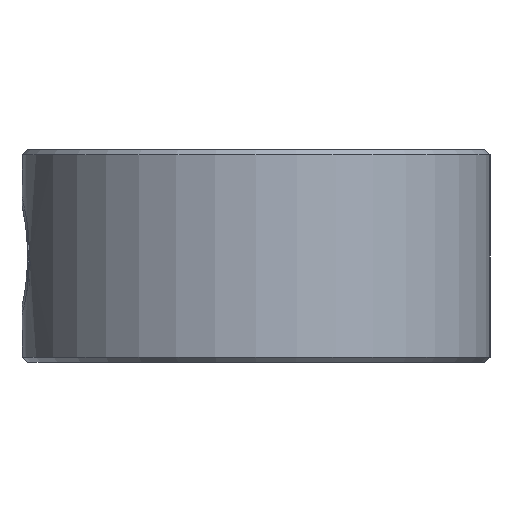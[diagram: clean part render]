
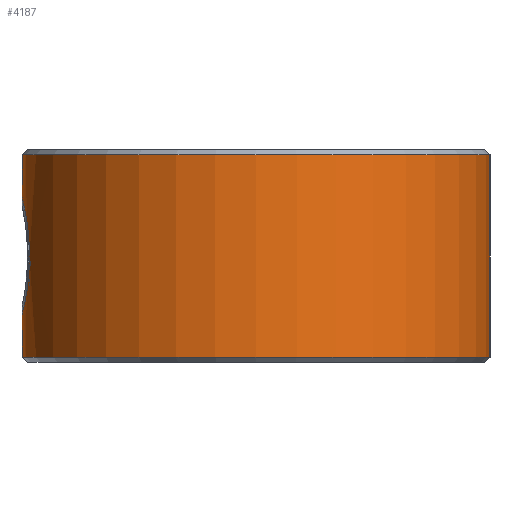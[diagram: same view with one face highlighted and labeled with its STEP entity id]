
A CAD part, left-side view. The second image highlights one B-rep face of the part: STEP entity #4187.
In plain terms, the highlighted cylindrical face has radius 11 mm (diameter 22 mm), a full revolution.
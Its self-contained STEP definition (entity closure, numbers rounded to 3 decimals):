
#450=FACE_BOUND('',#1094,.T.);
#515=CIRCLE('',#4680,11.);
#516=CIRCLE('',#4681,11.);
#641=CYLINDRICAL_SURFACE('',#4679,11.);
#787=FACE_OUTER_BOUND('',#1093,.T.);
#1093=EDGE_LOOP('',(#3149,#3150,#3151,#3152));
#1094=EDGE_LOOP('',(#3153));
#1330=B_SPLINE_CURVE_WITH_KNOTS('',3,(#7446,#7447,#7448,#7449,#7450,#7451,
#7452,#7453,#7454,#7455,#7456,#7457,#7458,#7459,#7460,#7461,#7462,#7463),
 .UNSPECIFIED.,.T.,.F.,(4,1,1,1,1,1,1,1,1,1,1,1,1,1,1,4),(-1.523,
-1.414,-1.306,-1.197,-1.088,
-0.979,-0.925,-0.87,-0.725,
-0.653,-0.508,-0.435,-0.326,
-0.218,-0.109,0.),.UNSPECIFIED.);
#1492=LINE('',#7505,#1720);
#1720=VECTOR('',#5320,4.);
#1967=VERTEX_POINT('',#7425);
#1970=VERTEX_POINT('',#7502);
#1971=VERTEX_POINT('',#7504);
#2394=EDGE_CURVE('',#1967,#1967,#1330,.T.);
#2397=EDGE_CURVE('',#1970,#1970,#515,.T.);
#2398=EDGE_CURVE('',#1970,#1971,#1492,.T.);
#2399=EDGE_CURVE('',#1971,#1971,#516,.T.);
#3149=ORIENTED_EDGE('',*,*,#2397,.F.);
#3150=ORIENTED_EDGE('',*,*,#2398,.T.);
#3151=ORIENTED_EDGE('',*,*,#2399,.F.);
#3152=ORIENTED_EDGE('',*,*,#2398,.F.);
#3153=ORIENTED_EDGE('',*,*,#2394,.F.);
#4187=ADVANCED_FACE('',(#787,#450),#641,.T.);
#4679=AXIS2_PLACEMENT_3D('',#7501,#5316,#5317);
#4680=AXIS2_PLACEMENT_3D('',#7503,#5318,#5319);
#4681=AXIS2_PLACEMENT_3D('',#7506,#5321,#5322);
#5316=DIRECTION('center_axis',(0.,1.,0.));
#5317=DIRECTION('ref_axis',(1.,0.,0.));
#5318=DIRECTION('center_axis',(0.,1.,0.));
#5319=DIRECTION('ref_axis',(1.,0.,0.));
#5320=DIRECTION('',(0.,-1.,0.));
#5321=DIRECTION('center_axis',(0.,-1.,0.));
#5322=DIRECTION('ref_axis',(1.,0.,0.));
#7425=CARTESIAN_POINT('',(-2.76,5.,-10.648));
#7446=CARTESIAN_POINT('Ctrl Pts',(-2.76,5.,-10.648));
#7447=CARTESIAN_POINT('Ctrl Pts',(-2.76,5.4,-10.648));
#7448=CARTESIAN_POINT('Ctrl Pts',(-2.557,6.261,-10.701));
#7449=CARTESIAN_POINT('Ctrl Pts',(-1.798,7.231,-10.87));
#7450=CARTESIAN_POINT('Ctrl Pts',(-0.615,7.791,-11.006));
#7451=CARTESIAN_POINT('Ctrl Pts',(0.614,7.797,-11.007));
#7452=CARTESIAN_POINT('Ctrl Pts',(1.61,7.311,-10.89));
#7453=CARTESIAN_POINT('Ctrl Pts',(2.165,6.755,-10.787));
#7454=CARTESIAN_POINT('Ctrl Pts',(2.696,5.907,-10.669));
#7455=CARTESIAN_POINT('Ctrl Pts',(2.857,4.861,-10.622));
#7456=CARTESIAN_POINT('Ctrl Pts',(2.43,3.499,-10.732));
#7457=CARTESIAN_POINT('Ctrl Pts',(1.684,2.681,-10.891));
#7458=CARTESIAN_POINT('Ctrl Pts',(0.48,2.207,-11.006));
#7459=CARTESIAN_POINT('Ctrl Pts',(-0.616,2.206,-11.006));
#7460=CARTESIAN_POINT('Ctrl Pts',(-1.795,2.77,-10.87));
#7461=CARTESIAN_POINT('Ctrl Pts',(-2.558,3.738,-10.701));
#7462=CARTESIAN_POINT('Ctrl Pts',(-2.76,4.6,-10.648));
#7463=CARTESIAN_POINT('Ctrl Pts',(-2.76,5.,-10.648));
#7501=CARTESIAN_POINT('Origin',(0.,0.,0.));
#7502=CARTESIAN_POINT('',(-11.,9.75,0.));
#7503=CARTESIAN_POINT('Origin',(0.,9.75,0.));
#7504=CARTESIAN_POINT('',(-11.,0.25,0.));
#7505=CARTESIAN_POINT('',(-11.,0.,0.));
#7506=CARTESIAN_POINT('Origin',(0.,0.25,0.));
